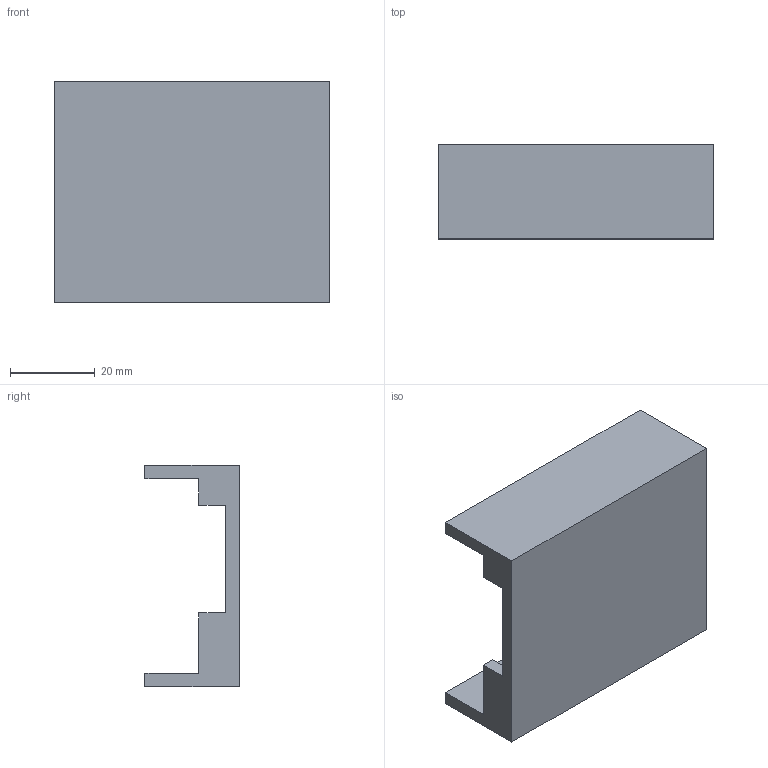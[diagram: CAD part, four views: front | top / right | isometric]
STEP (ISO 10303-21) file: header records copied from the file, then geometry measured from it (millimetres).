
FILE_DESCRIPTION(('FreeCAD Model'),'2;1');
FILE_NAME('Open CASCADE Shape Model','2021-12-22T14:56:23',('Author'),( ''),'Open CASCADE STEP processor 7.5','FreeCAD','Unknown');
FILE_SCHEMA(('AUTOMOTIVE_DESIGN { 1 0 10303 214 1 1 1 1 }'));
Length unit declared in the file: millimetre
Products named in the file (2): mask_clip; usb_cut
Assembly tree (1 placements, depth 2):
  mask_clip
    usb_cut
Bounding box: 65.09 x 22.23 x 52.39 mm (x, y, z)
Volume: 19224.4 mm3; surface area: 13234.9 mm2
Topology: 1 solids, 1 shells, 33 faces, 80 edges, 48 vertices
Faces by surface type: plane 33
Entity records: 2002 total; most frequent: CARTESIAN_POINT 331, DIRECTION 302, LINE 232, VECTOR 232, ORIENTED_EDGE 160, PCURVE 160, DEFINITIONAL_REPRESENTATION 160, EDGE_CURVE 80
